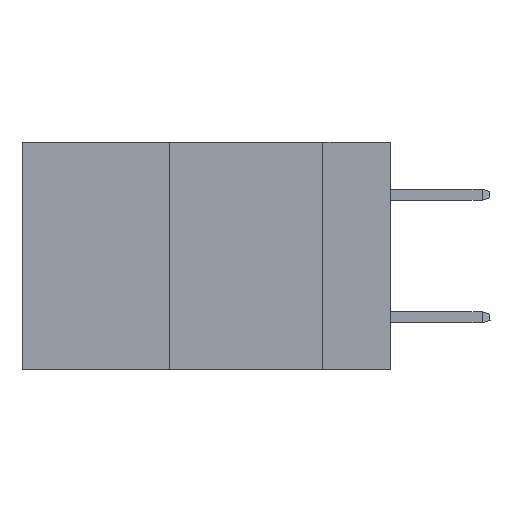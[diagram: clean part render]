
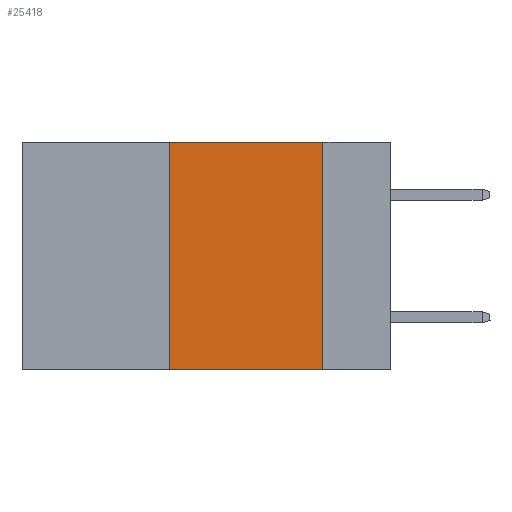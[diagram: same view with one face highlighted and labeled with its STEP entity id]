
A CAD part, left-side view. The second image highlights one B-rep face of the part: STEP entity #25418.
In plain terms, the highlighted planar face has unit normal (-1, 0, 0).
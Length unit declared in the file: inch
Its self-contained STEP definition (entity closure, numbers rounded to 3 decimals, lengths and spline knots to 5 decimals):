
#347 = EDGE_CURVE ( 'NONE', #18943, #10185, #4238, .T. ) ;
#780 = CARTESIAN_POINT ( 'NONE',  ( 0., 0.11, 0. ) ) ;
#1330 = VERTEX_POINT ( 'NONE', #780 ) ;
#1404 = EDGE_CURVE ( 'NONE', #10185, #1330, #6728, .T. ) ;
#1535 = LINE ( 'NONE', #4150, #13414 ) ;
#1868 = VERTEX_POINT ( 'NONE', #6999 ) ;
#1991 = ORIENTED_EDGE ( 'NONE', *, *, #1404, .F. ) ;
#2520 = ORIENTED_EDGE ( 'NONE', *, *, #3207, .F. ) ;
#3207 = EDGE_CURVE ( 'NONE', #1330, #1868, #1535, .T. ) ;
#3260 = DIRECTION ( 'NONE',  ( 0., -1., 0. ) ) ;
#4150 = CARTESIAN_POINT ( 'NONE',  ( 0., 0.11, 0. ) ) ;
#4238 = LINE ( 'NONE', #18104, #5511 ) ;
#5511 = VECTOR ( 'NONE', #16138, 39.37008 ) ;
#5929 = DIRECTION ( 'NONE',  ( 0., 0., -1. ) ) ;
#6185 = CARTESIAN_POINT ( 'NONE',  ( 0., 0.6, -0.37 ) ) ;
#6277 = AXIS2_PLACEMENT_3D ( 'NONE', #13540, #15589, #9466 ) ;
#6728 = LINE ( 'NONE', #7673, #16097 ) ;
#6999 = CARTESIAN_POINT ( 'NONE',  ( 0., 0.11, -0.37 ) ) ;
#7673 = CARTESIAN_POINT ( 'NONE',  ( 0., 0.6, 0. ) ) ;
#8779 = ORIENTED_EDGE ( 'NONE', *, *, #347, .F. ) ;
#9466 = DIRECTION ( 'NONE',  ( 0., 0., -1. ) ) ;
#10185 = VERTEX_POINT ( 'NONE', #24015 ) ;
#11933 = CARTESIAN_POINT ( 'NONE',  ( 0., 0.36, -0.37 ) ) ;
#13312 = ORIENTED_EDGE ( 'NONE', *, *, #16039, .T. ) ;
#13414 = VECTOR ( 'NONE', #5929, 39.37008 ) ;
#13540 = CARTESIAN_POINT ( 'NONE',  ( 0., 0.6, 0. ) ) ;
#13657 = EDGE_LOOP ( 'NONE', ( #2520, #1991, #8779, #13312 ) ) ;
#15230 = LINE ( 'NONE', #6185, #21942 ) ;
#15589 = DIRECTION ( 'NONE',  ( 1., 0., 0. ) ) ;
#16039 = EDGE_CURVE ( 'NONE', #18943, #1868, #15230, .T. ) ;
#16097 = VECTOR ( 'NONE', #3260, 39.37008 ) ;
#16138 = DIRECTION ( 'NONE',  ( 0., 0., 1. ) ) ;
#16383 = DIRECTION ( 'NONE',  ( 0., -1., 0. ) ) ;
#17758 = PLANE ( 'NONE',  #6277 ) ;
#18104 = CARTESIAN_POINT ( 'NONE',  ( 0., 0.36, 0. ) ) ;
#18943 = VERTEX_POINT ( 'NONE', #11933 ) ;
#21942 = VECTOR ( 'NONE', #16383, 39.37008 ) ;
#23269 = FACE_OUTER_BOUND ( 'NONE', #13657, .T. ) ;
#24015 = CARTESIAN_POINT ( 'NONE',  ( 0., 0.36, 0. ) ) ;
#25418 = ADVANCED_FACE ( 'NONE', ( #23269 ), #17758, .F. ) ;
